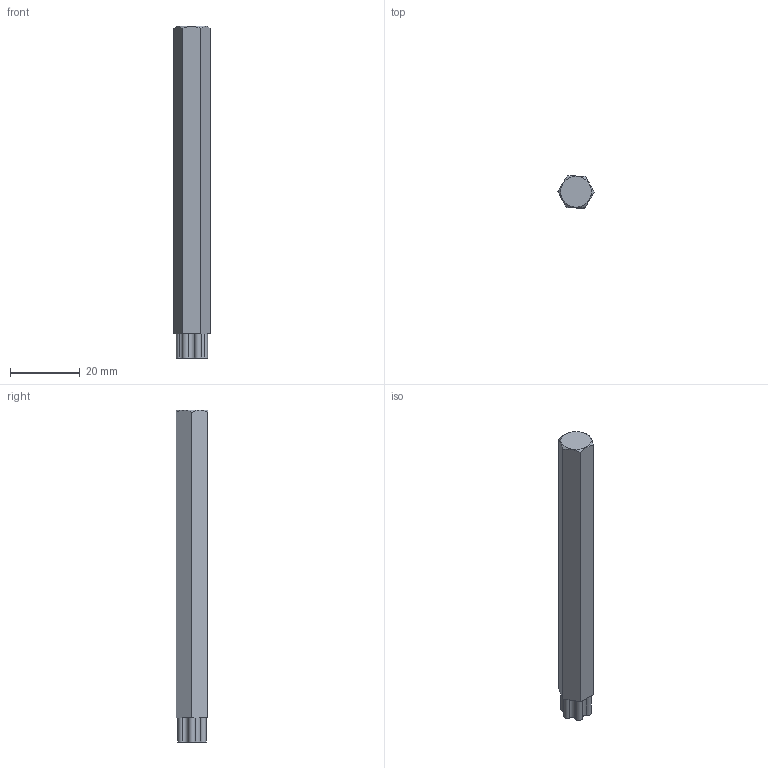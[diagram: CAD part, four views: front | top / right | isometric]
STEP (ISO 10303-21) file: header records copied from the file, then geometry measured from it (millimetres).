
FILE_DESCRIPTION(/* description */ (''),/* implementation_level */ '2;1');
FILE_NAME(/* name */ '1024801.stp',/* time_stamp */ '2024-04-30T16:11:08+02:00',/* author */ ('b.steehouwer'),/* organization */ (''),/* preprocessor_version */ 'ST-DEVELOPER v18.1',/* originating_system */ 'Autodesk Inventor 2021',/* authorisation */ '');
FILE_SCHEMA (('AUTOMOTIVE_DESIGN { 1 0 10303 214 3 1 1 }'));
Length unit declared in the file: millimetre
Products named in the file (1): 1024801
Bounding box: 10.39 x 9.12 x 95 mm (x, y, z)
Volume: 6487.5 mm3; surface area: 3092.6 mm2
Topology: 1 solids, 1 shells, 22 faces, 57 edges, 38 vertices
Faces by surface type: cylinder 12, plane 9, bspline 1
Entity records: 800 total; most frequent: CARTESIAN_POINT 203, DIRECTION 118, ORIENTED_EDGE 114, EDGE_CURVE 57, AXIS2_PLACEMENT_3D 47, VERTEX_POINT 38, CIRCLE 25, LINE 24
